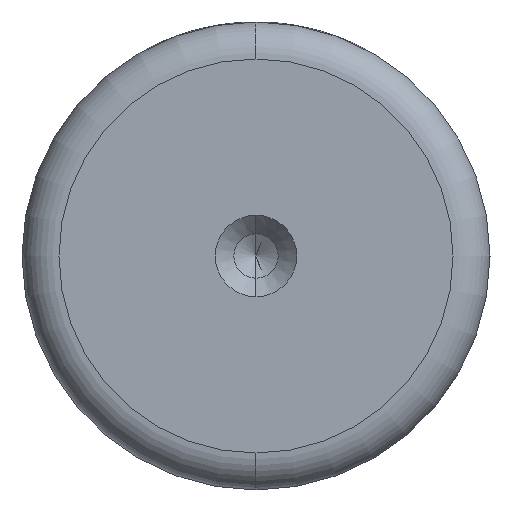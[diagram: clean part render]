
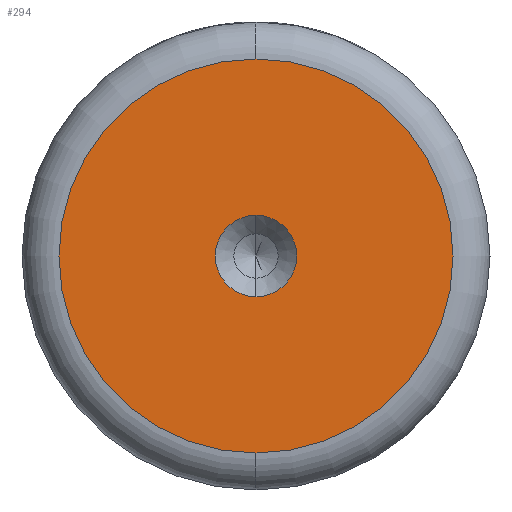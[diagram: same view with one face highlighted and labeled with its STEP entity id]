
A CAD part, left-side view. The second image highlights one B-rep face of the part: STEP entity #294.
In plain terms, the highlighted planar face has unit normal (-1, 0, 0).
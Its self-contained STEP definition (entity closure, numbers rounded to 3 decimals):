
#71 = CARTESIAN_POINT ( 'NONE',  ( 0., 0., 0. ) ) ;
#73 = AXIS2_PLACEMENT_3D ( 'NONE', #1236, #582, #1336 ) ;
#87 = CIRCLE ( 'NONE', #844, 3.3 ) ;
#155 = CARTESIAN_POINT ( 'NONE',  ( 0., 0., 0. ) ) ;
#261 = VERTEX_POINT ( 'NONE', #313 ) ;
#274 = VERTEX_POINT ( 'NONE', #527 ) ;
#280 = DIRECTION ( 'NONE',  ( 0., 0., 1. ) ) ;
#294 = ADVANCED_FACE ( 'NONE', ( #1383, #1104 ), #1290, .T. ) ;
#300 = EDGE_LOOP ( 'NONE', ( #1328, #669 ) ) ;
#313 = CARTESIAN_POINT ( 'NONE',  ( 0., 0., 16. ) ) ;
#351 = DIRECTION ( 'NONE',  ( -1., 0., 0. ) ) ;
#385 = EDGE_CURVE ( 'NONE', #633, #1201, #87, .T. ) ;
#398 = CARTESIAN_POINT ( 'NONE',  ( 0., 0., 0. ) ) ;
#477 = AXIS2_PLACEMENT_3D ( 'NONE', #71, #638, #1395 ) ;
#501 = DIRECTION ( 'NONE',  ( 0., 0., 1. ) ) ;
#513 = ORIENTED_EDGE ( 'NONE', *, *, #385, .F. ) ;
#527 = CARTESIAN_POINT ( 'NONE',  ( 0., 0., -16. ) ) ;
#543 = CARTESIAN_POINT ( 'NONE',  ( 0., 0., 3.3 ) ) ;
#582 = DIRECTION ( 'NONE',  ( -1., 0., 0. ) ) ;
#604 = CIRCLE ( 'NONE', #73, 16. ) ;
#633 = VERTEX_POINT ( 'NONE', #543 ) ;
#638 = DIRECTION ( 'NONE',  ( -1., 0., 0. ) ) ;
#651 = ORIENTED_EDGE ( 'NONE', *, *, #1068, .F. ) ;
#669 = ORIENTED_EDGE ( 'NONE', *, *, #745, .T. ) ;
#745 = EDGE_CURVE ( 'NONE', #274, #261, #604, .T. ) ;
#844 = AXIS2_PLACEMENT_3D ( 'NONE', #1002, #351, #1106 ) ;
#854 = CIRCLE ( 'NONE', #1195, 3.3 ) ;
#927 = DIRECTION ( 'NONE',  ( -1., 0., 0. ) ) ;
#944 = CARTESIAN_POINT ( 'NONE',  ( 0., 0., -3.3 ) ) ;
#1002 = CARTESIAN_POINT ( 'NONE',  ( 0., 0., 0. ) ) ;
#1012 = CIRCLE ( 'NONE', #1055, 16. ) ;
#1055 = AXIS2_PLACEMENT_3D ( 'NONE', #398, #1162, #501 ) ;
#1068 = EDGE_CURVE ( 'NONE', #1201, #633, #854, .T. ) ;
#1104 = FACE_OUTER_BOUND ( 'NONE', #300, .T. ) ;
#1106 = DIRECTION ( 'NONE',  ( 0., 0., 1. ) ) ;
#1143 = EDGE_CURVE ( 'NONE', #261, #274, #1012, .T. ) ;
#1148 = EDGE_LOOP ( 'NONE', ( #513, #651 ) ) ;
#1162 = DIRECTION ( 'NONE',  ( -1., 0., 0. ) ) ;
#1195 = AXIS2_PLACEMENT_3D ( 'NONE', #155, #927, #280 ) ;
#1201 = VERTEX_POINT ( 'NONE', #944 ) ;
#1236 = CARTESIAN_POINT ( 'NONE',  ( 0., 0., 0. ) ) ;
#1290 = PLANE ( 'NONE',  #477 ) ;
#1328 = ORIENTED_EDGE ( 'NONE', *, *, #1143, .T. ) ;
#1336 = DIRECTION ( 'NONE',  ( 0., 0., 1. ) ) ;
#1383 = FACE_BOUND ( 'NONE', #1148, .T. ) ;
#1395 = DIRECTION ( 'NONE',  ( 0., 0., 1. ) ) ;
